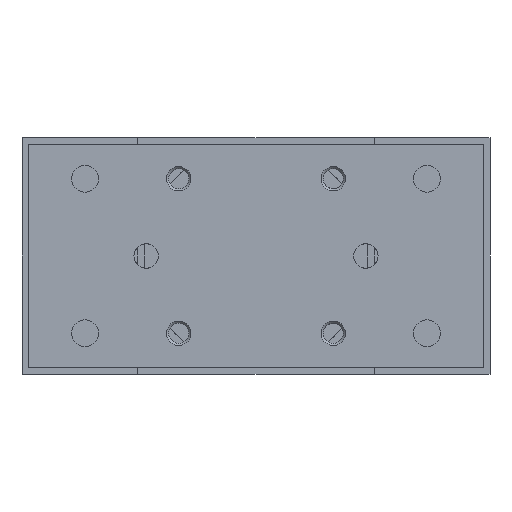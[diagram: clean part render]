
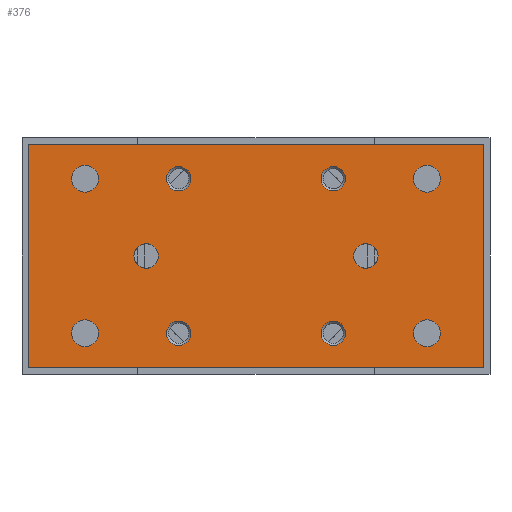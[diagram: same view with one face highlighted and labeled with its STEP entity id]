
A CAD part, left-side view. The second image highlights one B-rep face of the part: STEP entity #376.
In plain terms, the highlighted planar face has unit normal (-1, 0, 0).
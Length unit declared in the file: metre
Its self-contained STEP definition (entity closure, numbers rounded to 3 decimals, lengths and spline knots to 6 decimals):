
#376 = ADVANCED_FACE( '', ( #1113, #1114, #1115, #1116, #1117, #1118, #1119, #1120, #1121, #1122, #1123 ), #1124, .T. );
#1113 = FACE_BOUND( '', #1917, .T. );
#1114 = FACE_BOUND( '', #1918, .T. );
#1115 = FACE_BOUND( '', #1919, .T. );
#1116 = FACE_BOUND( '', #1920, .T. );
#1117 = FACE_BOUND( '', #1921, .T. );
#1118 = FACE_BOUND( '', #1922, .T. );
#1119 = FACE_BOUND( '', #1923, .T. );
#1120 = FACE_BOUND( '', #1924, .T. );
#1121 = FACE_BOUND( '', #1925, .T. );
#1122 = FACE_BOUND( '', #1926, .T. );
#1123 = FACE_OUTER_BOUND( '', #1927, .T. );
#1124 = PLANE( '', #1928 );
#1917 = EDGE_LOOP( '', ( #3568 ) );
#1918 = EDGE_LOOP( '', ( #3569 ) );
#1919 = EDGE_LOOP( '', ( #3570 ) );
#1920 = EDGE_LOOP( '', ( #3571 ) );
#1921 = EDGE_LOOP( '', ( #3572 ) );
#1922 = EDGE_LOOP( '', ( #3573 ) );
#1923 = EDGE_LOOP( '', ( #3574 ) );
#1924 = EDGE_LOOP( '', ( #3575 ) );
#1925 = EDGE_LOOP( '', ( #3576 ) );
#1926 = EDGE_LOOP( '', ( #3577 ) );
#1927 = EDGE_LOOP( '', ( #3578, #3579, #3580, #3581 ) );
#1928 = AXIS2_PLACEMENT_3D( '', #3582, #3583, #3584 );
#3568 = ORIENTED_EDGE( '', *, *, #4264, .T. );
#3569 = ORIENTED_EDGE( '', *, *, #4266, .F. );
#3570 = ORIENTED_EDGE( '', *, *, #4268, .F. );
#3571 = ORIENTED_EDGE( '', *, *, #4270, .T. );
#3572 = ORIENTED_EDGE( '', *, *, #4271, .F. );
#3573 = ORIENTED_EDGE( '', *, *, #4273, .T. );
#3574 = ORIENTED_EDGE( '', *, *, #4276, .T. );
#3575 = ORIENTED_EDGE( '', *, *, #4280, .F. );
#3576 = ORIENTED_EDGE( '', *, *, #4283, .F. );
#3577 = ORIENTED_EDGE( '', *, *, #4287, .T. );
#3578 = ORIENTED_EDGE( '', *, *, #4155, .T. );
#3579 = ORIENTED_EDGE( '', *, *, #4288, .T. );
#3580 = ORIENTED_EDGE( '', *, *, #4289, .T. );
#3581 = ORIENTED_EDGE( '', *, *, #4290, .T. );
#3582 = CARTESIAN_POINT( '', ( -0.085, -0.056, -0.0015 ) );
#3583 = DIRECTION( '', ( -1., 0., 0. ) );
#3584 = DIRECTION( '', ( 0., 0., 1. ) );
#4155 = EDGE_CURVE( '', #4956, #4954, #4957, .T. );
#4264 = EDGE_CURVE( '', #5141, #5141, #5142, .T. );
#4266 = EDGE_CURVE( '', #5145, #5145, #5146, .T. );
#4268 = EDGE_CURVE( '', #5149, #5149, #5150, .T. );
#4270 = EDGE_CURVE( '', #5153, #5153, #5154, .T. );
#4271 = EDGE_CURVE( '', #5155, #5155, #5156, .T. );
#4273 = EDGE_CURVE( '', #5158, #5158, #5159, .T. );
#4276 = EDGE_CURVE( '', #5164, #5164, #5165, .T. );
#4280 = EDGE_CURVE( '', #5172, #5172, #5173, .T. );
#4283 = EDGE_CURVE( '', #5178, #5178, #5179, .T. );
#4287 = EDGE_CURVE( '', #5186, #5186, #5187, .T. );
#4288 = EDGE_CURVE( '', #4954, #5188, #5189, .T. );
#4289 = EDGE_CURVE( '', #5188, #5190, #5191, .T. );
#4290 = EDGE_CURVE( '', #5190, #4956, #5192, .T. );
#4954 = VERTEX_POINT( '', #6021 );
#4956 = VERTEX_POINT( '', #6024 );
#4957 = LINE( '', #6025, #6026 );
#5141 = VERTEX_POINT( '', #6259 );
#5142 = CIRCLE( '', #6260, 0.003 );
#5145 = VERTEX_POINT( '', #6263 );
#5146 = CIRCLE( '', #6264, 0.003 );
#5149 = VERTEX_POINT( '', #6267 );
#5150 = CIRCLE( '', #6268, 0.003 );
#5153 = VERTEX_POINT( '', #6271 );
#5154 = CIRCLE( '', #6272, 0.003 );
#5155 = VERTEX_POINT( '', #6273 );
#5156 = CIRCLE( '', #6274, 0.003 );
#5158 = VERTEX_POINT( '', #6276 );
#5159 = CIRCLE( '', #6277, 0.003 );
#5164 = VERTEX_POINT( '', #6282 );
#5165 = CIRCLE( '', #6283, 0.0033 );
#5172 = VERTEX_POINT( '', #6290 );
#5173 = CIRCLE( '', #6291, 0.0033 );
#5178 = VERTEX_POINT( '', #6296 );
#5179 = CIRCLE( '', #6297, 0.0033 );
#5186 = VERTEX_POINT( '', #6304 );
#5187 = CIRCLE( '', #6305, 0.0033 );
#5188 = VERTEX_POINT( '', #6306 );
#5189 = LINE( '', #6307, #6308 );
#5190 = VERTEX_POINT( '', #6309 );
#5191 = LINE( '', #6310, #6311 );
#5192 = LINE( '', #6312, #6313 );
#6021 = CARTESIAN_POINT( '', ( -0.085, -0.056, -0.0015 ) );
#6024 = CARTESIAN_POINT( '', ( -0.085, -0.056, -0.0565 ) );
#6025 = CARTESIAN_POINT( '', ( -0.085, -0.056, -0.0565 ) );
#6026 = VECTOR( '', #7018, 1. );
#6259 = CARTESIAN_POINT( '', ( -0.085, 0.016, -0.048 ) );
#6260 = AXIS2_PLACEMENT_3D( '', #7239, #7240, #7241 );
#6263 = CARTESIAN_POINT( '', ( -0.085, -0.016, -0.048 ) );
#6264 = AXIS2_PLACEMENT_3D( '', #7245, #7246, #7247 );
#6267 = CARTESIAN_POINT( '', ( -0.085, 0.016, -0.01 ) );
#6268 = AXIS2_PLACEMENT_3D( '', #7251, #7252, #7253 );
#6271 = CARTESIAN_POINT( '', ( -0.085, -0.016, -0.01 ) );
#6272 = AXIS2_PLACEMENT_3D( '', #7257, #7258, #7259 );
#6273 = CARTESIAN_POINT( '', ( -0.085, 0.024, -0.029 ) );
#6274 = AXIS2_PLACEMENT_3D( '', #7260, #7261, #7262 );
#6276 = CARTESIAN_POINT( '', ( -0.085, -0.024, -0.029 ) );
#6277 = AXIS2_PLACEMENT_3D( '', #7266, #7267, #7268 );
#6282 = CARTESIAN_POINT( '', ( -0.085, -0.0387, -0.048 ) );
#6283 = AXIS2_PLACEMENT_3D( '', #7275, #7276, #7277 );
#6290 = CARTESIAN_POINT( '', ( -0.085, 0.0387, -0.048 ) );
#6291 = AXIS2_PLACEMENT_3D( '', #7287, #7288, #7289 );
#6296 = CARTESIAN_POINT( '', ( -0.085, -0.0387, -0.01 ) );
#6297 = AXIS2_PLACEMENT_3D( '', #7296, #7297, #7298 );
#6304 = CARTESIAN_POINT( '', ( -0.085, 0.0387, -0.01 ) );
#6305 = AXIS2_PLACEMENT_3D( '', #7308, #7309, #7310 );
#6306 = CARTESIAN_POINT( '', ( -0.085, 0.056, -0.0015 ) );
#6307 = CARTESIAN_POINT( '', ( -0.085, -0.056, -0.0015 ) );
#6308 = VECTOR( '', #7311, 1. );
#6309 = CARTESIAN_POINT( '', ( -0.085, 0.056, -0.0565 ) );
#6310 = CARTESIAN_POINT( '', ( -0.085, 0.056, -0.0015 ) );
#6311 = VECTOR( '', #7312, 1. );
#6312 = CARTESIAN_POINT( '', ( -0.085, 0.056, -0.0565 ) );
#6313 = VECTOR( '', #7313, 1. );
#7018 = DIRECTION( '', ( 0., 0., 1. ) );
#7239 = CARTESIAN_POINT( '', ( -0.085, 0.019, -0.048 ) );
#7240 = DIRECTION( '', ( 1., 0., 0. ) );
#7241 = DIRECTION( '', ( 0., -1., 0. ) );
#7245 = CARTESIAN_POINT( '', ( -0.085, -0.019, -0.048 ) );
#7246 = DIRECTION( '', ( -1., 0., 0. ) );
#7247 = DIRECTION( '', ( 0., 1., 0. ) );
#7251 = CARTESIAN_POINT( '', ( -0.085, 0.019, -0.01 ) );
#7252 = DIRECTION( '', ( -1., 0., 0. ) );
#7253 = DIRECTION( '', ( 0., -1., 0. ) );
#7257 = CARTESIAN_POINT( '', ( -0.085, -0.019, -0.01 ) );
#7258 = DIRECTION( '', ( 1., 0., 0. ) );
#7259 = DIRECTION( '', ( 0., 1., 0. ) );
#7260 = CARTESIAN_POINT( '', ( -0.085, 0.027, -0.029 ) );
#7261 = DIRECTION( '', ( -1., 0., 0. ) );
#7262 = DIRECTION( '', ( 0., -1., 0. ) );
#7266 = CARTESIAN_POINT( '', ( -0.085, -0.027, -0.029 ) );
#7267 = DIRECTION( '', ( 1., 0., 0. ) );
#7268 = DIRECTION( '', ( 0., 1., 0. ) );
#7275 = CARTESIAN_POINT( '', ( -0.085, -0.042, -0.048 ) );
#7276 = DIRECTION( '', ( 1., 0., 0. ) );
#7277 = DIRECTION( '', ( 0., 1., 0. ) );
#7287 = CARTESIAN_POINT( '', ( -0.085, 0.042, -0.048 ) );
#7288 = DIRECTION( '', ( -1., 0., 0. ) );
#7289 = DIRECTION( '', ( 0., -1., 0. ) );
#7296 = CARTESIAN_POINT( '', ( -0.085, -0.042, -0.01 ) );
#7297 = DIRECTION( '', ( -1., 0., 0. ) );
#7298 = DIRECTION( '', ( 0., 1., 0. ) );
#7308 = CARTESIAN_POINT( '', ( -0.085, 0.042, -0.01 ) );
#7309 = DIRECTION( '', ( 1., 0., 0. ) );
#7310 = DIRECTION( '', ( 0., -1., 0. ) );
#7311 = DIRECTION( '', ( 0., 1., 0. ) );
#7312 = DIRECTION( '', ( 0., 0., -1. ) );
#7313 = DIRECTION( '', ( 0., -1., 0. ) );
